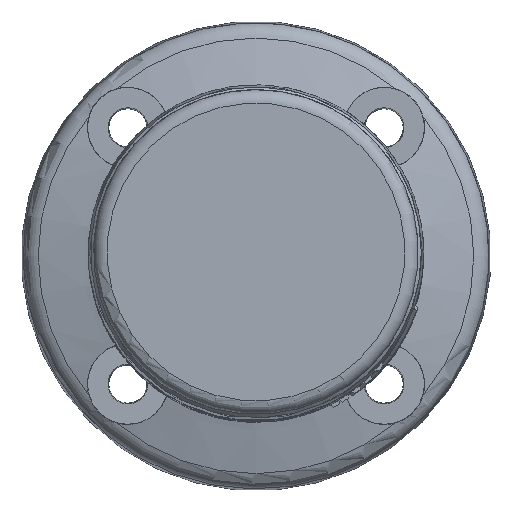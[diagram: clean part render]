
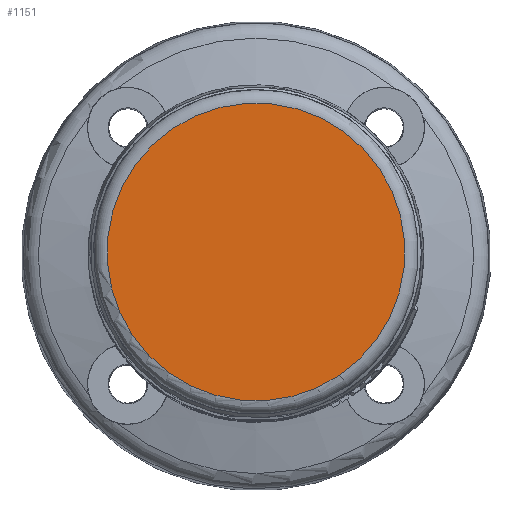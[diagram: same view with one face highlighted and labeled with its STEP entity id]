
A CAD part, top view. The second image highlights one B-rep face of the part: STEP entity #1151.
In plain terms, the highlighted planar face has unit normal (0, 0, 1).
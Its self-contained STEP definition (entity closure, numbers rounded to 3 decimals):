
#758=FACE_OUTER_BOUND('',#1572,.T.);
#1005=PLANE('',#3361);
#1151=ADVANCED_FACE('',(#758),#1005,.F.);
#1572=EDGE_LOOP('',(#2279));
#2279=ORIENTED_EDGE('',*,*,#2981,.T.);
#2618=VERTEX_POINT('',#6359);
#2981=EDGE_CURVE('',#2618,#2618,#3116,.T.);
#3116=CIRCLE('',#3360,22.187);
#3360=AXIS2_PLACEMENT_3D('',#6358,#3921,#3922);
#3361=AXIS2_PLACEMENT_3D('',#6360,#3923,#3924);
#3921=DIRECTION('',(0.,0.,1.));
#3922=DIRECTION('',(-0.998,-0.07,0.));
#3923=DIRECTION('',(0.,0.,-1.));
#3924=DIRECTION('',(0.998,0.07,0.));
#6358=CARTESIAN_POINT('',(44.,-21.528,337.703));
#6359=CARTESIAN_POINT('',(21.867,-23.076,337.703));
#6360=CARTESIAN_POINT('',(46.109,-45.636,337.703));
